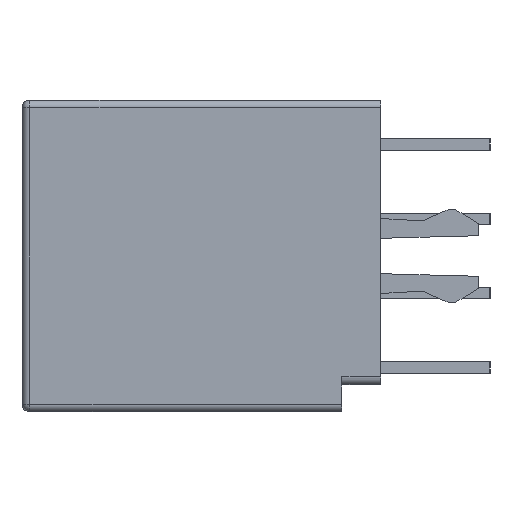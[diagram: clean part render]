
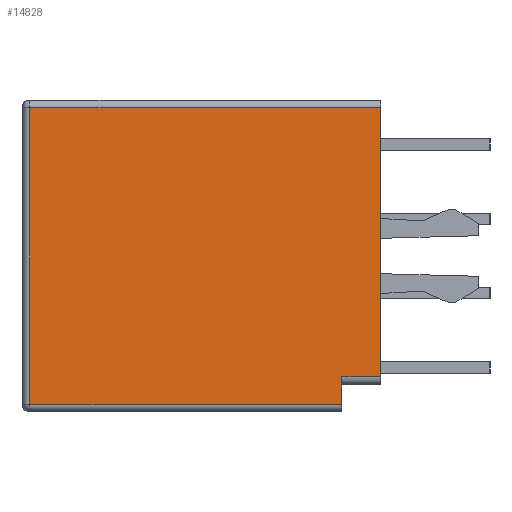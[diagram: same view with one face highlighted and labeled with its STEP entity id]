
A CAD part, left-side view. The second image highlights one B-rep face of the part: STEP entity #14828.
In plain terms, the highlighted planar face has unit normal (-1, 0, 0).
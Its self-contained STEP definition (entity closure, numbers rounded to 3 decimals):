
#287 = ORIENTED_EDGE ( 'NONE', *, *, #300, .T. ) ;
#300 = EDGE_CURVE ( 'NONE', #314, #366, #35166, .T. ) ;
#314 = VERTEX_POINT ( 'NONE', #35200 ) ;
#365 = EDGE_CURVE ( 'NONE', #366, #40531, #35295, .T. ) ;
#366 = VERTEX_POINT ( 'NONE', #35356 ) ;
#367 = ORIENTED_EDGE ( 'NONE', *, *, #365, .T. ) ;
#12908 = ORIENTED_EDGE ( 'NONE', *, *, #40696, .T. ) ;
#14253 = ORIENTED_EDGE ( 'NONE', *, *, #14300, .T. ) ;
#14291 = ORIENTED_EDGE ( 'NONE', *, *, #34702, .F. ) ;
#14300 = EDGE_CURVE ( 'NONE', #34639, #314, #35821, .T. ) ;
#14303 = EDGE_CURVE ( 'NONE', #40639, #34703, #35817, .T. ) ;
#14306 = ORIENTED_EDGE ( 'NONE', *, *, #14303, .T. ) ;
#14464 = EDGE_LOOP ( 'NONE', ( #12908, #14306, #14291, #14253, #287, #367 ) ) ;
#14828 = ADVANCED_FACE ( 'NONE', ( #35813 ), #35811, .F. ) ;
#18382 = CARTESIAN_POINT ( 'NONE',  ( -31.7, -1., 3.8 ) ) ;
#18528 = CARTESIAN_POINT ( 'NONE',  ( -31.7, -1., -3.1 ) ) ;
#18529 = DIRECTION ( 'NONE',  ( 0., 0., -1. ) ) ;
#18530 = VECTOR ( 'NONE', #18529, 1000. ) ;
#18531 = CARTESIAN_POINT ( 'NONE',  ( -31.7, -1., 4. ) ) ;
#18532 = LINE ( 'NONE', #18531, #18530 ) ;
#19092 = CARTESIAN_POINT ( 'NONE',  ( -31.7, 0., -3.8 ) ) ;
#19235 = CARTESIAN_POINT ( 'NONE',  ( -31.7, 0., -3.1 ) ) ;
#19299 = CARTESIAN_POINT ( 'NONE',  ( -31.7, 0., -4. ) ) ;
#19300 = LINE ( 'NONE', #19299, #19359 ) ;
#19358 = DIRECTION ( 'NONE',  ( 0., 0., 1. ) ) ;
#19359 = VECTOR ( 'NONE', #19358, 1000. ) ;
#34639 = VERTEX_POINT ( 'NONE', #18382 ) ;
#34702 = EDGE_CURVE ( 'NONE', #34639, #34703, #18532, .T. ) ;
#34703 = VERTEX_POINT ( 'NONE', #18528 ) ;
#34919 = CARTESIAN_POINT ( 'NONE',  ( -31.7, 8., 4. ) ) ;
#35166 = LINE ( 'NONE', #34919, #35229 ) ;
#35200 = CARTESIAN_POINT ( 'NONE',  ( -31.7, 8., 3.8 ) ) ;
#35228 = DIRECTION ( 'NONE',  ( 0., 0., -1. ) ) ;
#35229 = VECTOR ( 'NONE', #35228, 1000. ) ;
#35292 = DIRECTION ( 'NONE',  ( 0., -1., 0. ) ) ;
#35293 = VECTOR ( 'NONE', #35292, 1000. ) ;
#35294 = CARTESIAN_POINT ( 'NONE',  ( -31.7, -1., -3.8 ) ) ;
#35295 = LINE ( 'NONE', #35294, #35293 ) ;
#35356 = CARTESIAN_POINT ( 'NONE',  ( -31.7, 8., -3.8 ) ) ;
#35807 = DIRECTION ( 'NONE',  ( 0., 0., -1. ) ) ;
#35808 = DIRECTION ( 'NONE',  ( 1., 0., 0. ) ) ;
#35809 = CARTESIAN_POINT ( 'NONE',  ( -31.7, -1., 4. ) ) ;
#35810 = AXIS2_PLACEMENT_3D ( 'NONE', #35809, #35808, #35807 ) ;
#35811 = PLANE ( 'NONE',  #35810 ) ;
#35813 = FACE_OUTER_BOUND ( 'NONE', #14464, .T. ) ;
#35814 = DIRECTION ( 'NONE',  ( 0., -1., 0. ) ) ;
#35815 = VECTOR ( 'NONE', #35814, 1000. ) ;
#35816 = CARTESIAN_POINT ( 'NONE',  ( -31.7, -1., -3.1 ) ) ;
#35817 = LINE ( 'NONE', #35816, #35815 ) ;
#35818 = DIRECTION ( 'NONE',  ( 0., 1., 0. ) ) ;
#35819 = VECTOR ( 'NONE', #35818, 1000. ) ;
#35820 = CARTESIAN_POINT ( 'NONE',  ( -31.7, -1., 3.8 ) ) ;
#35821 = LINE ( 'NONE', #35820, #35819 ) ;
#40531 = VERTEX_POINT ( 'NONE', #19092 ) ;
#40639 = VERTEX_POINT ( 'NONE', #19235 ) ;
#40696 = EDGE_CURVE ( 'NONE', #40531, #40639, #19300, .T. ) ;
